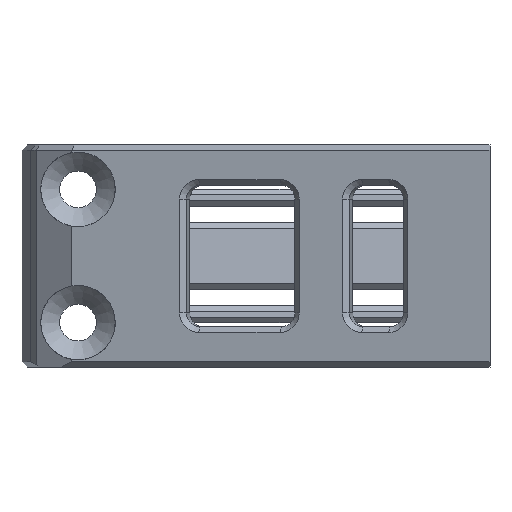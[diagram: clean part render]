
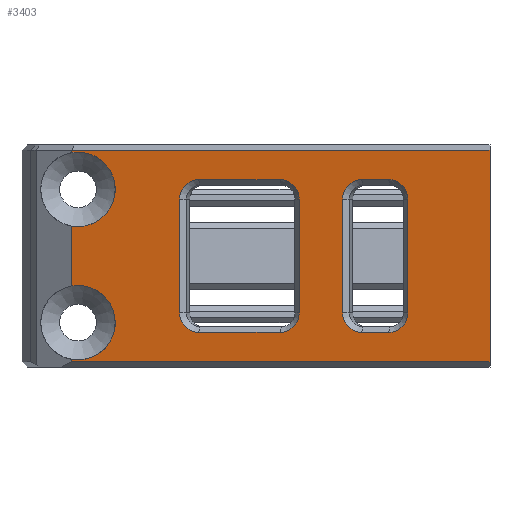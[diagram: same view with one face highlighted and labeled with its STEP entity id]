
A CAD part, front view. The second image highlights one B-rep face of the part: STEP entity #3403.
In plain terms, the highlighted planar face has unit normal (-0.208, -0.978, 0).
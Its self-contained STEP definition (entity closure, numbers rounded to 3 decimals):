
#2165 = EDGE_CURVE('',#2166,#2168,#2170,.T.);
#2166 = VERTEX_POINT('',#2167);
#2167 = CARTESIAN_POINT('',(0.,-17.5,-19.));
#2168 = VERTEX_POINT('',#2169);
#2169 = CARTESIAN_POINT('',(0.,-17.5,19.));
#2170 = LINE('',#2171,#2172);
#2171 = CARTESIAN_POINT('',(0.,-17.5,-20.));
#2172 = VECTOR('',#2173,1.);
#2173 = DIRECTION('',(0.,0.,1.));
#2244 = VERTEX_POINT('',#2245);
#2245 = CARTESIAN_POINT('',(-75.317,-1.491,-19.));
#2251 = EDGE_CURVE('',#2166,#2244,#2252,.T.);
#2252 = LINE('',#2253,#2254);
#2253 = CARTESIAN_POINT('',(0.,-17.5,-19.));
#2254 = VECTOR('',#2255,1.);
#2255 = DIRECTION('',(-0.978,0.208,0.));
#2291 = EDGE_CURVE('',#2244,#2292,#2294,.T.);
#2292 = VERTEX_POINT('',#2293);
#2293 = CARTESIAN_POINT('',(-75.317,-1.491,
    -18.606));
#2294 = LINE('',#2295,#2296);
#2295 = CARTESIAN_POINT('',(-75.317,-1.491,-20.));
#2296 = VECTOR('',#2297,1.);
#2297 = DIRECTION('',(0.,0.,1.));
#2309 = VERTEX_POINT('',#2310);
#2310 = CARTESIAN_POINT('',(-75.317,-1.491,
    -5.394));
#2317 = EDGE_CURVE('',#2309,#2318,#2320,.T.);
#2318 = VERTEX_POINT('',#2319);
#2319 = CARTESIAN_POINT('',(-75.317,-1.491,
    5.394));
#2320 = LINE('',#2321,#2322);
#2321 = CARTESIAN_POINT('',(-75.317,-1.491,-20.));
#2322 = VECTOR('',#2323,1.);
#2323 = DIRECTION('',(0.,0.,1.));
#2335 = VERTEX_POINT('',#2336);
#2336 = CARTESIAN_POINT('',(-75.317,-1.491,
    18.606));
#2343 = EDGE_CURVE('',#2335,#2344,#2346,.T.);
#2344 = VERTEX_POINT('',#2345);
#2345 = CARTESIAN_POINT('',(-75.317,-1.491,19.));
#2346 = LINE('',#2347,#2348);
#2347 = CARTESIAN_POINT('',(-75.317,-1.491,-20.));
#2348 = VECTOR('',#2349,1.);
#2349 = DIRECTION('',(0.,0.,1.));
#2474 = EDGE_CURVE('',#2168,#2344,#2475,.T.);
#2475 = LINE('',#2476,#2477);
#2476 = CARTESIAN_POINT('',(0.,-17.5,19.));
#2477 = VECTOR('',#2478,1.);
#2478 = DIRECTION('',(-0.978,0.208,0.));
#3403 = ADVANCED_FACE('',(#3404,#3474,#3496),#3566,.T.);
#3404 = FACE_BOUND('',#3405,.T.);
#3405 = EDGE_LOOP('',(#3406,#3416,#3425,#3433,#3442,#3450,#3459,#3467));
#3406 = ORIENTED_EDGE('',*,*,#3407,.T.);
#3407 = EDGE_CURVE('',#3408,#3410,#3412,.T.);
#3408 = VERTEX_POINT('',#3409);
#3409 = CARTESIAN_POINT('',(-55.89,-5.62,-10.25));
#3410 = VERTEX_POINT('',#3411);
#3411 = CARTESIAN_POINT('',(-55.89,-5.62,10.25));
#3412 = LINE('',#3413,#3414);
#3413 = CARTESIAN_POINT('',(-55.89,-5.62,-10.25));
#3414 = VECTOR('',#3415,1.);
#3415 = DIRECTION('',(0.,0.,1.));
#3416 = ORIENTED_EDGE('',*,*,#3417,.T.);
#3417 = EDGE_CURVE('',#3410,#3418,#3420,.T.);
#3418 = VERTEX_POINT('',#3419);
#3419 = CARTESIAN_POINT('',(-52.466,-6.348,13.75));
#3420 = CIRCLE('',#3421,3.5);
#3421 = AXIS2_PLACEMENT_3D('',#3422,#3423,#3424);
#3422 = CARTESIAN_POINT('',(-52.466,-6.348,10.25));
#3423 = DIRECTION('',(0.208,0.978,0.));
#3424 = DIRECTION('',(-0.978,0.208,0.)
  );
#3425 = ORIENTED_EDGE('',*,*,#3426,.T.);
#3426 = EDGE_CURVE('',#3418,#3427,#3429,.T.);
#3427 = VERTEX_POINT('',#3428);
#3428 = CARTESIAN_POINT('',(-37.794,-9.467,13.75));
#3429 = LINE('',#3430,#3431);
#3430 = CARTESIAN_POINT('',(-52.466,-6.348,13.75));
#3431 = VECTOR('',#3432,1.);
#3432 = DIRECTION('',(0.978,-0.208,0.)
  );
#3433 = ORIENTED_EDGE('',*,*,#3434,.T.);
#3434 = EDGE_CURVE('',#3427,#3435,#3437,.T.);
#3435 = VERTEX_POINT('',#3436);
#3436 = CARTESIAN_POINT('',(-34.371,-10.194,10.25));
#3437 = CIRCLE('',#3438,3.5);
#3438 = AXIS2_PLACEMENT_3D('',#3439,#3440,#3441);
#3439 = CARTESIAN_POINT('',(-37.794,-9.467,10.25));
#3440 = DIRECTION('',(0.208,0.978,0.));
#3441 = DIRECTION('',(0.,0.,1.));
#3442 = ORIENTED_EDGE('',*,*,#3443,.T.);
#3443 = EDGE_CURVE('',#3435,#3444,#3446,.T.);
#3444 = VERTEX_POINT('',#3445);
#3445 = CARTESIAN_POINT('',(-34.371,-10.194,-10.25));
#3446 = LINE('',#3447,#3448);
#3447 = CARTESIAN_POINT('',(-34.371,-10.194,10.25));
#3448 = VECTOR('',#3449,1.);
#3449 = DIRECTION('',(0.,0.,-1.));
#3450 = ORIENTED_EDGE('',*,*,#3451,.T.);
#3451 = EDGE_CURVE('',#3444,#3452,#3454,.T.);
#3452 = VERTEX_POINT('',#3453);
#3453 = CARTESIAN_POINT('',(-37.794,-9.467,-13.75));
#3454 = CIRCLE('',#3455,3.5);
#3455 = AXIS2_PLACEMENT_3D('',#3456,#3457,#3458);
#3456 = CARTESIAN_POINT('',(-37.794,-9.467,-10.25));
#3457 = DIRECTION('',(0.208,0.978,0.));
#3458 = DIRECTION('',(0.978,-0.208,0.));
#3459 = ORIENTED_EDGE('',*,*,#3460,.T.);
#3460 = EDGE_CURVE('',#3452,#3461,#3463,.T.);
#3461 = VERTEX_POINT('',#3462);
#3462 = CARTESIAN_POINT('',(-52.466,-6.348,-13.75));
#3463 = LINE('',#3464,#3465);
#3464 = CARTESIAN_POINT('',(-37.794,-9.467,-13.75));
#3465 = VECTOR('',#3466,1.);
#3466 = DIRECTION('',(-0.978,0.208,0.));
#3467 = ORIENTED_EDGE('',*,*,#3468,.T.);
#3468 = EDGE_CURVE('',#3461,#3408,#3469,.T.);
#3469 = CIRCLE('',#3470,3.5);
#3470 = AXIS2_PLACEMENT_3D('',#3471,#3472,#3473);
#3471 = CARTESIAN_POINT('',(-52.466,-6.348,-10.25));
#3472 = DIRECTION('',(0.208,0.978,0.));
#3473 = DIRECTION('',(0.,0.,-1.));
#3474 = FACE_BOUND('',#3475,.T.);
#3475 = EDGE_LOOP('',(#3476,#3477,#3478,#3479,#3480,#3487,#3488,#3495));
#3476 = ORIENTED_EDGE('',*,*,#2251,.F.);
#3477 = ORIENTED_EDGE('',*,*,#2165,.T.);
#3478 = ORIENTED_EDGE('',*,*,#2474,.T.);
#3479 = ORIENTED_EDGE('',*,*,#2343,.F.);
#3480 = ORIENTED_EDGE('',*,*,#3481,.F.);
#3481 = EDGE_CURVE('',#2318,#2335,#3482,.T.);
#3482 = ELLIPSE('',#3483,6.85,6.7);
#3483 = AXIS2_PLACEMENT_3D('',#3484,#3485,#3486);
#3484 = CARTESIAN_POINT('',(-74.201,-1.728,12.));
#3485 = DIRECTION('',(-0.208,-0.978,
    0.));
#3486 = DIRECTION('',(-0.978,0.208,0.
    ));
#3487 = ORIENTED_EDGE('',*,*,#2317,.F.);
#3488 = ORIENTED_EDGE('',*,*,#3489,.F.);
#3489 = EDGE_CURVE('',#2292,#2309,#3490,.T.);
#3490 = ELLIPSE('',#3491,6.85,6.7);
#3491 = AXIS2_PLACEMENT_3D('',#3492,#3493,#3494);
#3492 = CARTESIAN_POINT('',(-74.201,-1.728,-12.));
#3493 = DIRECTION('',(-0.208,-0.978,
    0.));
#3494 = DIRECTION('',(-0.978,0.208,0.
    ));
#3495 = ORIENTED_EDGE('',*,*,#2291,.F.);
#3496 = FACE_BOUND('',#3497,.T.);
#3497 = EDGE_LOOP('',(#3498,#3508,#3517,#3525,#3534,#3542,#3551,#3559));
#3498 = ORIENTED_EDGE('',*,*,#3499,.T.);
#3499 = EDGE_CURVE('',#3500,#3502,#3504,.T.);
#3500 = VERTEX_POINT('',#3501);
#3501 = CARTESIAN_POINT('',(-26.545,-11.858,-10.25));
#3502 = VERTEX_POINT('',#3503);
#3503 = CARTESIAN_POINT('',(-26.545,-11.858,10.25));
#3504 = LINE('',#3505,#3506);
#3505 = CARTESIAN_POINT('',(-26.545,-11.858,-10.25));
#3506 = VECTOR('',#3507,1.);
#3507 = DIRECTION('',(0.,0.,1.));
#3508 = ORIENTED_EDGE('',*,*,#3509,.T.);
#3509 = EDGE_CURVE('',#3502,#3510,#3512,.T.);
#3510 = VERTEX_POINT('',#3511);
#3511 = CARTESIAN_POINT('',(-23.122,-12.585,13.75));
#3512 = CIRCLE('',#3513,3.5);
#3513 = AXIS2_PLACEMENT_3D('',#3514,#3515,#3516);
#3514 = CARTESIAN_POINT('',(-23.122,-12.585,10.25));
#3515 = DIRECTION('',(0.208,0.978,0.)
  );
#3516 = DIRECTION('',(-0.978,0.208,0.)
  );
#3517 = ORIENTED_EDGE('',*,*,#3518,.T.);
#3518 = EDGE_CURVE('',#3510,#3519,#3521,.T.);
#3519 = VERTEX_POINT('',#3520);
#3520 = CARTESIAN_POINT('',(-18.231,-13.625,13.75));
#3521 = LINE('',#3522,#3523);
#3522 = CARTESIAN_POINT('',(-23.122,-12.585,13.75));
#3523 = VECTOR('',#3524,1.);
#3524 = DIRECTION('',(0.978,-0.208,0.)
  );
#3525 = ORIENTED_EDGE('',*,*,#3526,.T.);
#3526 = EDGE_CURVE('',#3519,#3527,#3529,.T.);
#3527 = VERTEX_POINT('',#3528);
#3528 = CARTESIAN_POINT('',(-14.808,-14.353,10.25));
#3529 = CIRCLE('',#3530,3.5);
#3530 = AXIS2_PLACEMENT_3D('',#3531,#3532,#3533);
#3531 = CARTESIAN_POINT('',(-18.231,-13.625,10.25));
#3532 = DIRECTION('',(0.208,0.978,0.)
  );
#3533 = DIRECTION('',(0.,0.,1.));
#3534 = ORIENTED_EDGE('',*,*,#3535,.T.);
#3535 = EDGE_CURVE('',#3527,#3536,#3538,.T.);
#3536 = VERTEX_POINT('',#3537);
#3537 = CARTESIAN_POINT('',(-14.808,-14.353,-10.25));
#3538 = LINE('',#3539,#3540);
#3539 = CARTESIAN_POINT('',(-14.808,-14.353,10.25));
#3540 = VECTOR('',#3541,1.);
#3541 = DIRECTION('',(0.,0.,-1.));
#3542 = ORIENTED_EDGE('',*,*,#3543,.T.);
#3543 = EDGE_CURVE('',#3536,#3544,#3546,.T.);
#3544 = VERTEX_POINT('',#3545);
#3545 = CARTESIAN_POINT('',(-18.231,-13.625,-13.75));
#3546 = CIRCLE('',#3547,3.5);
#3547 = AXIS2_PLACEMENT_3D('',#3548,#3549,#3550);
#3548 = CARTESIAN_POINT('',(-18.231,-13.625,-10.25));
#3549 = DIRECTION('',(0.208,0.978,0.));
#3550 = DIRECTION('',(0.978,-0.208,0.));
#3551 = ORIENTED_EDGE('',*,*,#3552,.T.);
#3552 = EDGE_CURVE('',#3544,#3553,#3555,.T.);
#3553 = VERTEX_POINT('',#3554);
#3554 = CARTESIAN_POINT('',(-23.122,-12.585,-13.75));
#3555 = LINE('',#3556,#3557);
#3556 = CARTESIAN_POINT('',(-18.231,-13.625,-13.75));
#3557 = VECTOR('',#3558,1.);
#3558 = DIRECTION('',(-0.978,0.208,0.));
#3559 = ORIENTED_EDGE('',*,*,#3560,.T.);
#3560 = EDGE_CURVE('',#3553,#3500,#3561,.T.);
#3561 = CIRCLE('',#3562,3.5);
#3562 = AXIS2_PLACEMENT_3D('',#3563,#3564,#3565);
#3563 = CARTESIAN_POINT('',(-23.122,-12.585,-10.25));
#3564 = DIRECTION('',(0.208,0.978,0.));
#3565 = DIRECTION('',(0.,0.,-1.));
#3566 = PLANE('',#3567);
#3567 = AXIS2_PLACEMENT_3D('',#3568,#3569,#3570);
#3568 = CARTESIAN_POINT('',(0.,-17.5,-20.));
#3569 = DIRECTION('',(-0.208,-0.978,0.));
#3570 = DIRECTION('',(-0.978,0.208,0.));
